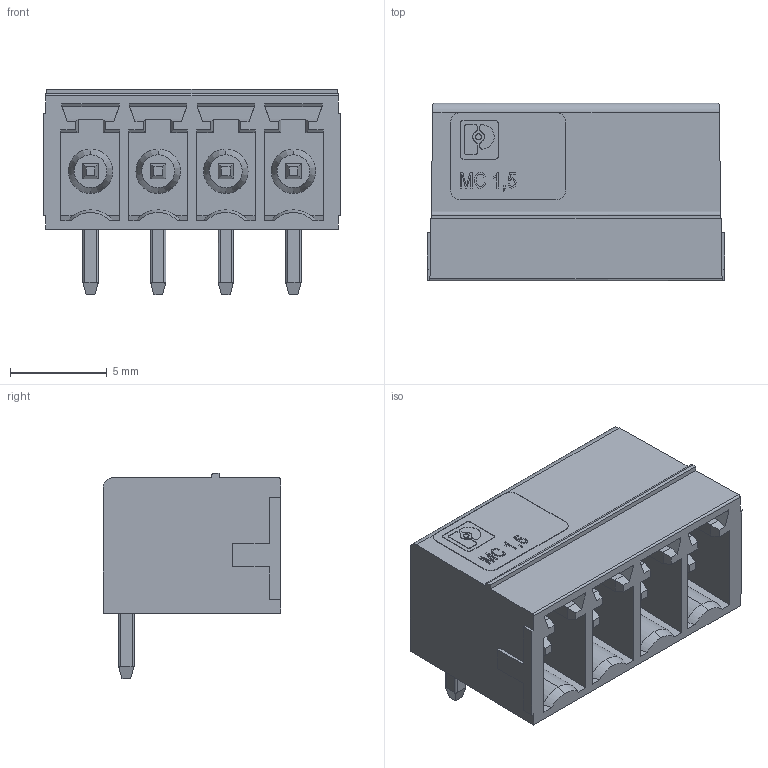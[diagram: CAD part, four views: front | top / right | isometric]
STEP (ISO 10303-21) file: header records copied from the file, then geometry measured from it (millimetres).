
FILE_DESCRIPTION(('STEP AP214'),'1');
FILE_NAME('cctmp_5163EB1C-8AF8-4FA2-8B8A-BC8881D589A9_2023_02_03_12_35_59_0984_9708..stp','2023-02-03T12:36:00',('PHOENIX CONTACT Deutschland GmbH'),('CADClick - www.CADClick.com'),'Spatial InterOp 3D',' ','unknown authorization');
FILE_SCHEMA(('AUTOMOTIVE_DESIGN'));
Length unit declared in the file: millimetre
Products named in the file (6): 2023_02_03_12_35_59_0734; 2023_02_03_12_35_59_0984; 2023_02_03_12_35_59_0968; 2023_02_03_12_35_59_0953; 2023_02_03_12_35_59_0937; 2023_02_03_12_35_59_0906
Assembly tree (5 placements, depth 2):
  2023_02_03_12_35_59_0734
    2023_02_03_12_35_59_0984
    2023_02_03_12_35_59_0968
    2023_02_03_12_35_59_0953
    2023_02_03_12_35_59_0937
    2023_02_03_12_35_59_0906
Bounding box: 15.4 x 9.2 x 10.65 mm (x, y, z)
Volume: 526.9 mm3; surface area: 1489.1 mm2
Topology: 5 solids, 5 shells, 511 faces, 1420 edges, 932 vertices
Faces by surface type: plane 391, cylinder 69, extrusion 19, torus 16, cone 16
Entity records: 24182 total; most frequent: CARTESIAN_POINT 4334, ORIENTED_EDGE 2840, DIRECTION 2489, EDGE_CURVE 1420, VECTOR 1165, LINE 1146, STYLED_ITEM 1028, PRESENTATION_STYLE_ASSIGNMENT 1028
